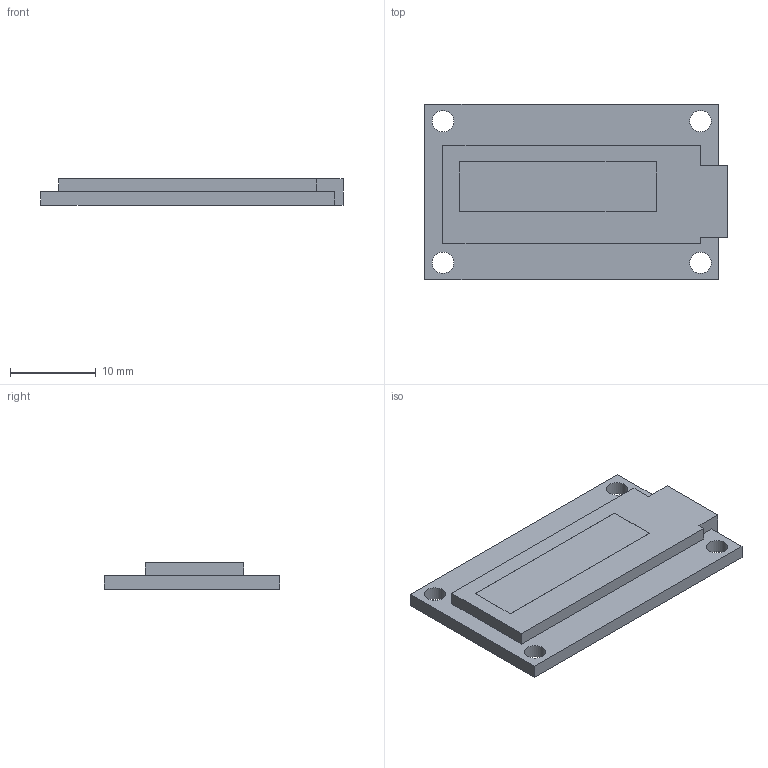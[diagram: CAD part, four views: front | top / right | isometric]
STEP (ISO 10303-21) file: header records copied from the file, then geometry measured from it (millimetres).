
FILE_DESCRIPTION(/* description */ (''),/* implementation_level */ '2;1');
FILE_NAME(/* name */ 'oled_display.stp',/* time_stamp */ '2020-07-13T09:22:54-04:00',/* author */ ('Paul D''Angio'),/* organization */ ('DARPA'),/* preprocessor_version */ 'ST-DEVELOPER v17.2',/* originating_system */ 'Autodesk Inventor 2019',/* authorisation */ '');
FILE_SCHEMA (('AUTOMOTIVE_DESIGN { 1 0 10303 214 3 1 1 }'));
Length unit declared in the file: millimetre
Products named in the file (1): OLED
Bounding box: 35.2 x 20.5 x 3.1 mm (x, y, z)
Volume: 1658.4 mm3; surface area: 1742.4 mm2
Topology: 1 solids, 1 shells, 25 faces, 74 edges, 52 vertices
Faces by surface type: plane 21, cylinder 4
Full cylindrical faces by diameter (mm): 2.5 x4
Entity records: 957 total; most frequent: CARTESIAN_POINT 152, ORIENTED_EDGE 148, DIRECTION 142, EDGE_CURVE 74, LINE 58, VECTOR 58, VERTEX_POINT 52, AXIS2_PLACEMENT_3D 42
